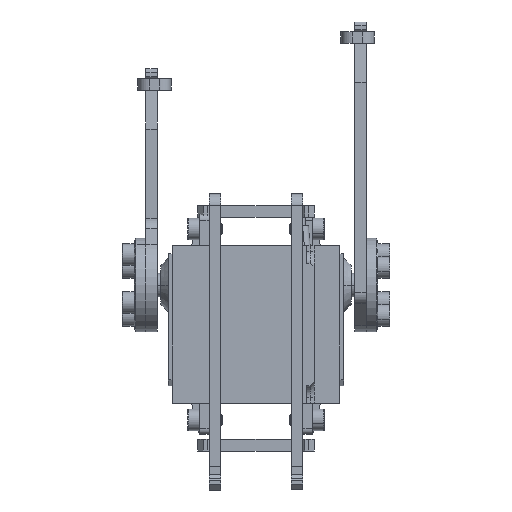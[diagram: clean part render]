
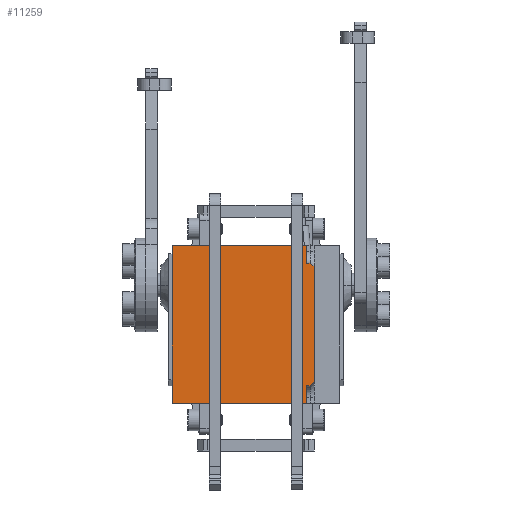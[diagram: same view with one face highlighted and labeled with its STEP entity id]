
A CAD part, front view. The second image highlights one B-rep face of the part: STEP entity #11259.
In plain terms, the highlighted face is planar.
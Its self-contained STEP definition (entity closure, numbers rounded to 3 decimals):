
#360 = VERTEX_POINT ( 'NONE', #12445 ) ;
#600 = CARTESIAN_POINT ( 'NONE',  ( -14.75, 0., -10.15 ) ) ;
#612 = DIRECTION ( 'NONE',  ( 0., -1., 0. ) ) ;
#1340 = EDGE_CURVE ( 'NONE', #2747, #360, #3884, .T. ) ;
#1369 = ORIENTED_EDGE ( 'NONE', *, *, #2186, .T. ) ;
#1414 = DIRECTION ( 'NONE',  ( -0.707, -0.707, 0. ) ) ;
#1456 = VERTEX_POINT ( 'NONE', #15079 ) ;
#1471 = CARTESIAN_POINT ( 'NONE',  ( -20.25, 37.4, -10.15 ) ) ;
#1982 = CARTESIAN_POINT ( 'NONE',  ( 15.75, 2., -10.15 ) ) ;
#2186 = EDGE_CURVE ( 'NONE', #6393, #11378, #3957, .T. ) ;
#2413 = VERTEX_POINT ( 'NONE', #8803 ) ;
#2591 = ORIENTED_EDGE ( 'NONE', *, *, #5563, .T. ) ;
#2747 = VERTEX_POINT ( 'NONE', #6604 ) ;
#3390 = VECTOR ( 'NONE', #15272, 1000. ) ;
#3563 = EDGE_CURVE ( 'NONE', #4953, #18021, #13923, .T. ) ;
#3661 = VECTOR ( 'NONE', #7841, 1000. ) ;
#3699 = EDGE_CURVE ( 'NONE', #4953, #2413, #4974, .T. ) ;
#3835 = LINE ( 'NONE', #13835, #3390 ) ;
#3884 = LINE ( 'NONE', #18147, #14357 ) ;
#3954 = EDGE_CURVE ( 'NONE', #11020, #2413, #15714, .T. ) ;
#3957 = LINE ( 'NONE', #8575, #11555 ) ;
#4953 = VERTEX_POINT ( 'NONE', #11940 ) ;
#4974 = LINE ( 'NONE', #8427, #8339 ) ;
#5302 = CARTESIAN_POINT ( 'NONE',  ( -14.75, 0., -10.15 ) ) ;
#5432 = AXIS2_PLACEMENT_3D ( 'NONE', #1471, #7177, #17196 ) ;
#5563 = EDGE_CURVE ( 'NONE', #11378, #11020, #9960, .T. ) ;
#5733 = PLANE ( 'NONE',  #5432 ) ;
#6023 = VECTOR ( 'NONE', #16860, 1000. ) ;
#6315 = VECTOR ( 'NONE', #18035, 1000. ) ;
#6393 = VERTEX_POINT ( 'NONE', #16289 ) ;
#6465 = ORIENTED_EDGE ( 'NONE', *, *, #3699, .F. ) ;
#6591 = FACE_OUTER_BOUND ( 'NONE', #16298, .T. ) ;
#6604 = CARTESIAN_POINT ( 'NONE',  ( 20.25, 36.4, -10.15 ) ) ;
#6897 = DIRECTION ( 'NONE',  ( 0., -1., 0. ) ) ;
#7177 = DIRECTION ( 'NONE',  ( 0., 0., 1. ) ) ;
#7841 = DIRECTION ( 'NONE',  ( -1., 0., 0. ) ) ;
#7872 = EDGE_CURVE ( 'NONE', #1456, #6393, #10575, .T. ) ;
#8339 = VECTOR ( 'NONE', #6897, 1000. ) ;
#8422 = ORIENTED_EDGE ( 'NONE', *, *, #17593, .F. ) ;
#8427 = CARTESIAN_POINT ( 'NONE',  ( -15.75, 2., -10.15 ) ) ;
#8575 = CARTESIAN_POINT ( 'NONE',  ( 15.75, 1., -10.15 ) ) ;
#8683 = ORIENTED_EDGE ( 'NONE', *, *, #3563, .T. ) ;
#8803 = CARTESIAN_POINT ( 'NONE',  ( -15.75, 1., -10.15 ) ) ;
#8822 = ORIENTED_EDGE ( 'NONE', *, *, #1340, .T. ) ;
#8959 = ORIENTED_EDGE ( 'NONE', *, *, #15219, .F. ) ;
#9960 = LINE ( 'NONE', #17587, #17129 ) ;
#10455 = DIRECTION ( 'NONE',  ( -1., 0., 0. ) ) ;
#10575 = LINE ( 'NONE', #1982, #17306 ) ;
#10927 = CARTESIAN_POINT ( 'NONE',  ( -20.25, 2., -10.15 ) ) ;
#11020 = VERTEX_POINT ( 'NONE', #5302 ) ;
#11224 = LINE ( 'NONE', #16356, #3661 ) ;
#11259 = ADVANCED_FACE ( 'NONE', ( #6591 ), #5733, .F. ) ;
#11378 = VERTEX_POINT ( 'NONE', #11691 ) ;
#11555 = VECTOR ( 'NONE', #1414, 1000. ) ;
#11691 = CARTESIAN_POINT ( 'NONE',  ( 14.75, 0., -10.15 ) ) ;
#11929 = VECTOR ( 'NONE', #17671, 1000. ) ;
#11940 = CARTESIAN_POINT ( 'NONE',  ( -15.75, 2., -10.15 ) ) ;
#11976 = DIRECTION ( 'NONE',  ( 0., -1., 0. ) ) ;
#12445 = CARTESIAN_POINT ( 'NONE',  ( 20.25, 2., -10.15 ) ) ;
#13835 = CARTESIAN_POINT ( 'NONE',  ( -20.25, 37.4, -10.15 ) ) ;
#13923 = LINE ( 'NONE', #10927, #6315 ) ;
#14357 = VECTOR ( 'NONE', #11976, 1000. ) ;
#14394 = ORIENTED_EDGE ( 'NONE', *, *, #16656, .F. ) ;
#14448 = VERTEX_POINT ( 'NONE', #15331 ) ;
#14958 = ORIENTED_EDGE ( 'NONE', *, *, #3954, .T. ) ;
#15079 = CARTESIAN_POINT ( 'NONE',  ( 15.75, 2., -10.15 ) ) ;
#15219 = EDGE_CURVE ( 'NONE', #2747, #14448, #11224, .T. ) ;
#15272 = DIRECTION ( 'NONE',  ( 0., -1., 0. ) ) ;
#15331 = CARTESIAN_POINT ( 'NONE',  ( -20.25, 36.4, -10.15 ) ) ;
#15412 = CARTESIAN_POINT ( 'NONE',  ( 20.25, 2., -10.15 ) ) ;
#15494 = ORIENTED_EDGE ( 'NONE', *, *, #7872, .T. ) ;
#15714 = LINE ( 'NONE', #600, #11929 ) ;
#16212 = CARTESIAN_POINT ( 'NONE',  ( -20.25, 2., -10.15 ) ) ;
#16289 = CARTESIAN_POINT ( 'NONE',  ( 15.75, 1., -10.15 ) ) ;
#16298 = EDGE_LOOP ( 'NONE', ( #8959, #8822, #14394, #15494, #1369, #2591, #14958, #6465, #8683, #8422 ) ) ;
#16356 = CARTESIAN_POINT ( 'NONE',  ( 20.25, 36.4, -10.15 ) ) ;
#16656 = EDGE_CURVE ( 'NONE', #1456, #360, #17457, .T. ) ;
#16860 = DIRECTION ( 'NONE',  ( 1., 0., 0. ) ) ;
#17129 = VECTOR ( 'NONE', #10455, 1000. ) ;
#17196 = DIRECTION ( 'NONE',  ( 1., 0., 0. ) ) ;
#17306 = VECTOR ( 'NONE', #612, 1000. ) ;
#17457 = LINE ( 'NONE', #15412, #6023 ) ;
#17587 = CARTESIAN_POINT ( 'NONE',  ( -20.25, 0., -10.15 ) ) ;
#17593 = EDGE_CURVE ( 'NONE', #14448, #18021, #3835, .T. ) ;
#17671 = DIRECTION ( 'NONE',  ( -0.707, 0.707, 0. ) ) ;
#18021 = VERTEX_POINT ( 'NONE', #16212 ) ;
#18035 = DIRECTION ( 'NONE',  ( -1., 0., 0. ) ) ;
#18147 = CARTESIAN_POINT ( 'NONE',  ( 20.25, 37.4, -10.15 ) ) ;
